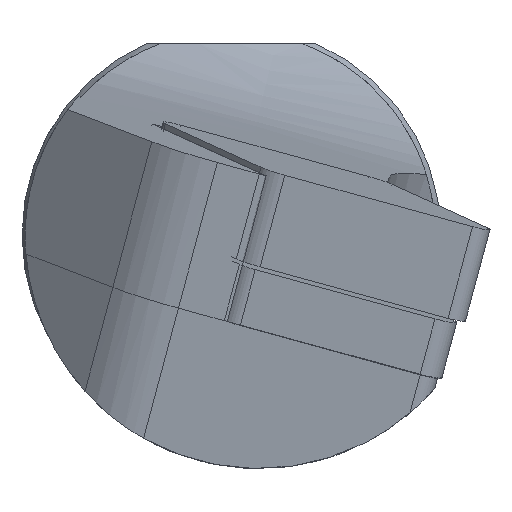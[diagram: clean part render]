
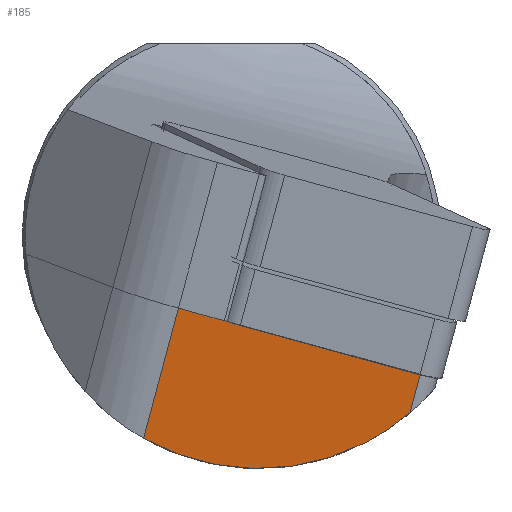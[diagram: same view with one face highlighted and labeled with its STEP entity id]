
A CAD part, left-side view. The second image highlights one B-rep face of the part: STEP entity #185.
In plain terms, the highlighted planar face has unit normal (-0.993, 0.076, -0.088).
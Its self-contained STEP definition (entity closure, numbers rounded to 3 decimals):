
#146=ELLIPSE('',#1024,11.226,11.15);
#185=ADVANCED_FACE('',(#264),#235,.F.);
#235=PLANE('',#1030);
#264=FACE_OUTER_BOUND('',#316,.T.);
#316=EDGE_LOOP('',(#533,#534,#535,#536,#537,#538));
#379=LINE('',#1469,#444);
#380=LINE('',#1471,#445);
#381=LINE('',#1472,#446);
#382=LINE('',#1474,#447);
#383=LINE('',#1476,#448);
#444=VECTOR('',#1156,1.);
#445=VECTOR('',#1159,1.);
#446=VECTOR('',#1160,1.);
#447=VECTOR('',#1161,1.);
#448=VECTOR('',#1162,1.);
#533=ORIENTED_EDGE('',*,*,#878,.F.);
#534=ORIENTED_EDGE('',*,*,#877,.T.);
#535=ORIENTED_EDGE('',*,*,#871,.T.);
#536=ORIENTED_EDGE('',*,*,#879,.F.);
#537=ORIENTED_EDGE('',*,*,#880,.F.);
#538=ORIENTED_EDGE('',*,*,#881,.F.);
#769=VERTEX_POINT('',#1382);
#782=VERTEX_POINT('',#1453);
#783=VERTEX_POINT('',#1455);
#787=VERTEX_POINT('',#1467);
#788=VERTEX_POINT('',#1473);
#789=VERTEX_POINT('',#1475);
#871=EDGE_CURVE('',#783,#782,#146,.T.);
#877=EDGE_CURVE('',#787,#783,#379,.T.);
#878=EDGE_CURVE('',#787,#769,#380,.T.);
#879=EDGE_CURVE('',#788,#782,#381,.T.);
#880=EDGE_CURVE('',#789,#788,#382,.T.);
#881=EDGE_CURVE('',#769,#789,#383,.T.);
#1024=AXIS2_PLACEMENT_3D('',#1454,#1145,#1146);
#1030=AXIS2_PLACEMENT_3D('',#1477,#1163,#1164);
#1145=DIRECTION('',(-0.993,0.076,-0.088));
#1146=DIRECTION('',(-0.116,-0.651,0.75));
#1156=DIRECTION('',(0.105,0.257,-0.961));
#1159=DIRECTION('',(-0.05,-0.963,-0.264));
#1160=DIRECTION('',(0.105,0.257,-0.961));
#1161=DIRECTION('',(-0.05,-0.963,-0.264));
#1162=DIRECTION('',(-0.05,-0.963,-0.264));
#1163=DIRECTION('',(0.993,-0.076,0.088));
#1164=DIRECTION('',(0.088,0.,-0.996));
#1382=CARTESIAN_POINT('',(-195.187,1.791,-4.249));
#1453=CARTESIAN_POINT('',(-195.471,-6.939,-8.605));
#1454=CARTESIAN_POINT('',(-195.666,0.294,-0.12));
#1455=CARTESIAN_POINT('',(-194.389,5.79,-9.821));
#1467=CARTESIAN_POINT('',(-195.065,4.126,-3.61));
#1469=CARTESIAN_POINT('',(-223.95,-67.003,261.847));
#1471=CARTESIAN_POINT('',(-195.065,4.126,-3.61));
#1472=CARTESIAN_POINT('',(-224.555,-78.559,258.685));
#1473=CARTESIAN_POINT('',(-195.67,-7.43,-6.772));
#1474=CARTESIAN_POINT('',(-195.065,4.126,-3.61));
#1475=CARTESIAN_POINT('',(-195.19,1.732,-4.265));
#1476=CARTESIAN_POINT('',(-195.065,4.126,-3.61));
#1477=CARTESIAN_POINT('',(-223.95,-67.003,261.847));
